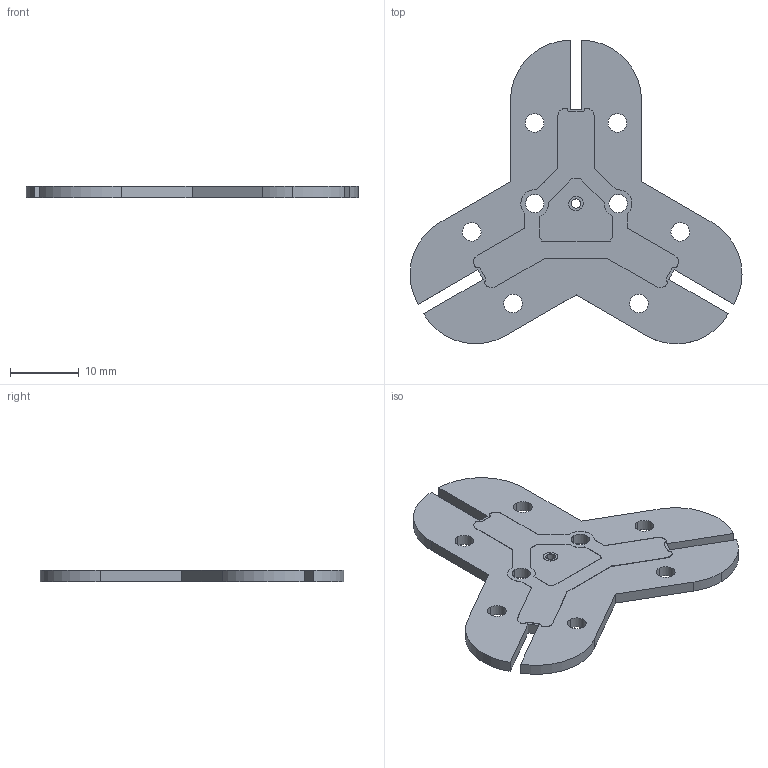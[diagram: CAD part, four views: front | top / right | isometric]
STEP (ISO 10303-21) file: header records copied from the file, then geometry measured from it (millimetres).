
FILE_DESCRIPTION(('FreeCAD Model'),'2;1');
FILE_NAME('tri-slot-hub_with_copper.stp','2020-11-17T14:37:59', ('Author'),(''),'Open CASCADE STEP processor 7.3','FreeCAD','Unknown' );
FILE_SCHEMA(('AUTOMOTIVE_DESIGN { 1 0 10303 214 1 1 1 1 }'));
Length unit declared in the file: millimetre
Products named in the file (2): board_solid#F.Cu; coppers_drilled#F.Cu
Bounding box: 48.16 x 44.04 x 1.7 mm (x, y, z)
Volume: 1833.9 mm3; surface area: 3640 mm2
Topology: 3 solids, 3 shells, 377 faces, 1095 edges, 730 vertices
Faces by surface type: plane 195, cylinder 182
Entity records: 12632 total; most frequent: DIRECTION 2215, CARTESIAN_POINT 2203, ORIENTED_EDGE 2190, EDGE_CURVE 1095, AXIS2_PLACEMENT_3D 742, LINE 731, VECTOR 731, VERTEX_POINT 730
